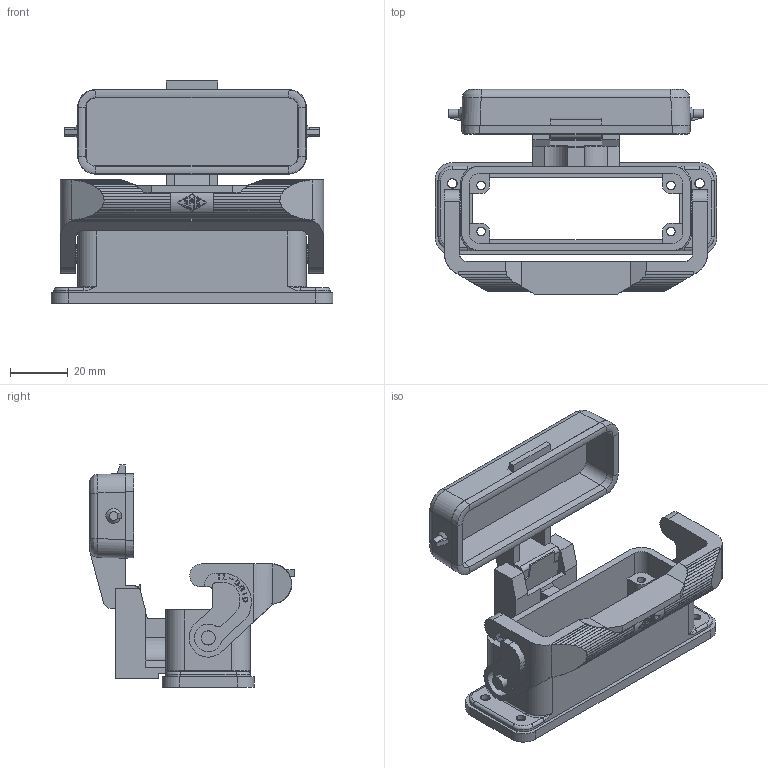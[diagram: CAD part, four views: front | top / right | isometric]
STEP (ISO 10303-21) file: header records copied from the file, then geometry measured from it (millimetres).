
FILE_DESCRIPTION(('Creo Elements/Direct Modeling STEP Export'),'2;1');
FILE_NAME('0ln7tug4lo6n1f74236','2018-11-16T13:28:11',(''),(''),'PTC Creo Elements/Direct Modeling STEP processor for AP214 (Solid Model)','PTC Creo Elements/Direct Modeling 19.0E 27-Jun-2016 (C) Parametric Technology GmbH','');
FILE_SCHEMA(('AUTOMOTIVE_DESIGN { 1 0 10303 214 1 1 1 1 }'));
Length unit declared in the file: millimetre
Products named in the file (2): CZI_25_LS
Assembly tree (1 placements, depth 2):
  CZI_25_LS
    CZI_25_LS
Bounding box: 98 x 71.3 x 77.2 mm (x, y, z)
Volume: 56132.6 mm3; surface area: 38608.6 mm2
Topology: 1 solids, 1 shells, 511 faces, 1660 edges, 1198 vertices
Faces by surface type: plane 275, cylinder 195, cone 18, torus 15, bspline 8
Entity records: 25669 total; most frequent: CARTESIAN_POINT 7792, ORIENTED_EDGE 3312, DIRECTION 2817, EDGE_CURVE 1656, VERTEX_POINT 1198, VECTOR 1113, LINE 1113, AXIS2_PLACEMENT_3D 852
